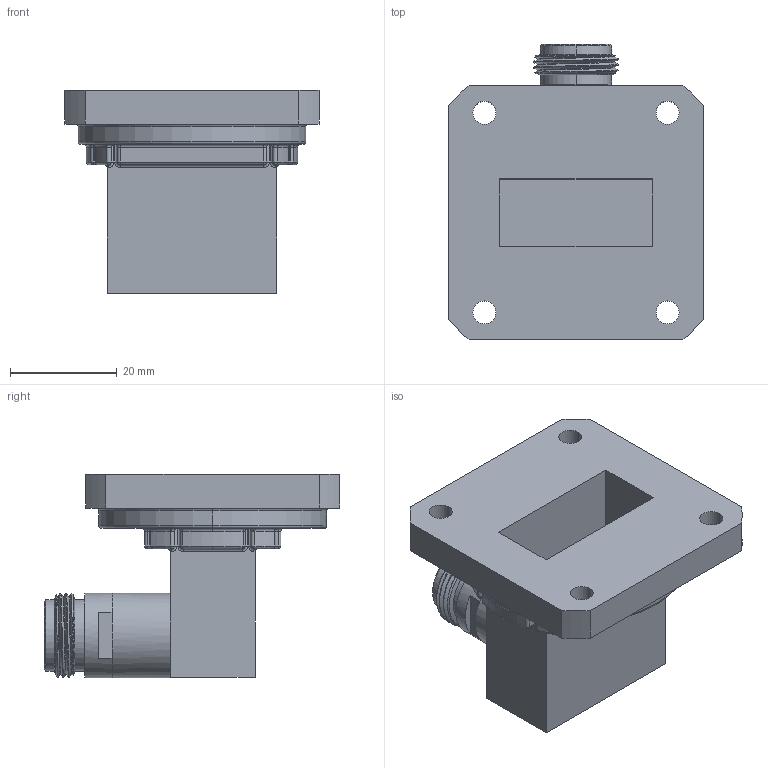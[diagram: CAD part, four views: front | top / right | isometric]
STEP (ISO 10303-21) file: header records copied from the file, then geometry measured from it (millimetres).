
FILE_DESCRIPTION (( 'STEP AP214' ), '1' );
FILE_NAME ('PEWCA1041.step', '2021-05-20T17:06:52', ( '' ), ( '' ), 'SwSTEP 2.0', 'SolidWorks 2020', '' );
FILE_SCHEMA (( 'AUTOMOTIVE_DESIGN' ));
Length unit declared in the file: inch
Products named in the file (3): N FEMALE-SOLID; PEWCA1041
Assembly tree (2 placements, depth 2):
  PEWCA1041
    PEWCA1041
    N FEMALE-SOLID
Bounding box: 47.62 x 55.4 x 38.16 mm (x, y, z)
Volume: 25410.5 mm3; surface area: 14450 mm2
Topology: 3 solids, 3 shells, 265 faces, 626 edges, 360 vertices
Faces by surface type: cylinder 125, plane 55, torus 52, sphere 16, cone 14, bspline 3
Entity records: 8310 total; most frequent: CARTESIAN_POINT 2115, DIRECTION 1394, ORIENTED_EDGE 1216, EDGE_CURVE 608, AXIS2_PLACEMENT_3D 568, VERTEX_POINT 354, CIRCLE 301, EDGE_LOOP 282
